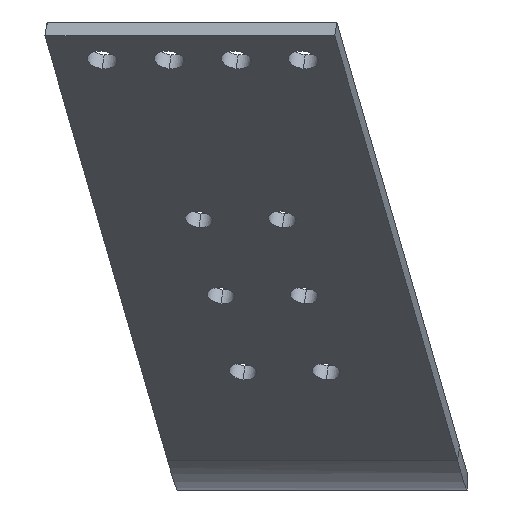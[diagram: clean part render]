
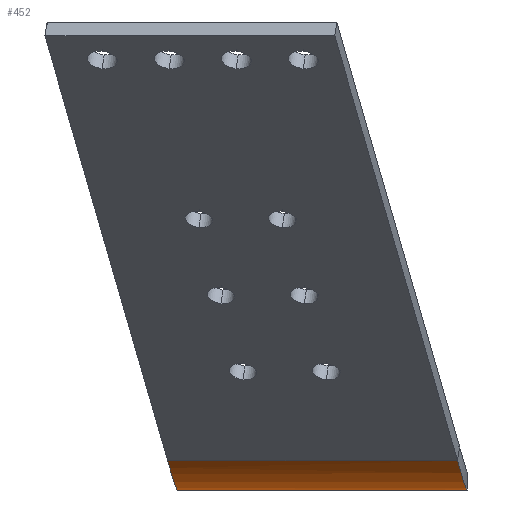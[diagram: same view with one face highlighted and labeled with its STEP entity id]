
A CAD part, left-side view. The second image highlights one B-rep face of the part: STEP entity #452.
In plain terms, the highlighted cylindrical face has radius 28.575 mm (diameter 57.15 mm), a partial arc.
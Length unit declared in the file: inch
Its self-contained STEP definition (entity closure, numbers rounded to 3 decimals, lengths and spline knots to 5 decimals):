
#181 = ORIENTED_EDGE ( 'NONE', *, *, #2230, .T. ) ;
#215 = VECTOR ( 'NONE', #1730, 39.37008 ) ;
#258 = CARTESIAN_POINT ( 'NONE',  ( -0.63029, 0., -0.125 ) ) ;
#278 = EDGE_LOOP ( 'NONE', ( #2098, #181, #335, #783 ) ) ;
#279 = LINE ( 'NONE', #2072, #215 ) ;
#282 = CARTESIAN_POINT ( 'NONE',  ( -0.50097, 0.60748, 1. ) ) ;
#323 = CARTESIAN_POINT ( 'NONE',  ( -0.649, 2.14446, -0.05181 ) ) ;
#335 = ORIENTED_EDGE ( 'NONE', *, *, #2148, .F. ) ;
#376 = CARTESIAN_POINT ( 'NONE',  ( -1.09921, 0.02954, -0.05181 ) ) ;
#383 = VECTOR ( 'NONE', #1018, 39.37008 ) ;
#452 = ADVANCED_FACE ( 'NONE', ( #1189 ), #1947, .T. ) ;
#617 = CARTESIAN_POINT ( 'NONE',  ( -0.83795, 2.18468, 0.08748 ) ) ;
#642 = LINE ( 'NONE', #2290, #383 ) ;
#783 = ORIENTED_EDGE ( 'NONE', *, *, #1043, .T. ) ;
#1000 =( BOUNDED_CURVE ( )  B_SPLINE_CURVE ( 3, ( #1683, #376, #1835, #1924 ),
 .UNSPECIFIED., .F., .T. ) 
 B_SPLINE_CURVE_WITH_KNOTS ( ( 4, 4 ),
 ( 0., 0.62472 ),
 .UNSPECIFIED. ) 
 CURVE ( )  GEOMETRIC_REPRESENTATION_ITEM ( )  RATIONAL_B_SPLINE_CURVE ( ( 1., 0.968, 0.968, 1. ) ) 
 REPRESENTATION_ITEM ( '' )  );
#1018 = DIRECTION ( 'NONE',  ( -0.208, -0.978, 0. ) ) ;
#1040 = VERTEX_POINT ( 'NONE', #258 ) ;
#1043 = EDGE_CURVE ( 'NONE', #1498, #2304, #279, .T. ) ;
#1189 = FACE_OUTER_BOUND ( 'NONE', #278, .T. ) ;
#1353 = DIRECTION ( 'NONE',  ( 0.978, -0.208, 0. ) ) ;
#1372 = CARTESIAN_POINT ( 'NONE',  ( -0.4224, 2.12043, -0.125 ) ) ;
#1498 = VERTEX_POINT ( 'NONE', #2081 ) ;
#1614 = EDGE_CURVE ( 'NONE', #2035, #2304, #1666, .T. ) ;
#1666 =( BOUNDED_CURVE ( )  B_SPLINE_CURVE ( 3, ( #2127, #1372, #323, #2114 ),
 .UNSPECIFIED., .F., .T. ) 
 B_SPLINE_CURVE_WITH_KNOTS ( ( 4, 4 ),
 ( 5.65846, 6.28319 ),
 .UNSPECIFIED. ) 
 CURVE ( )  GEOMETRIC_REPRESENTATION_ITEM ( )  RATIONAL_B_SPLINE_CURVE ( ( 1., 0.968, 0.968, 1. ) ) 
 REPRESENTATION_ITEM ( '' )  );
#1683 = CARTESIAN_POINT ( 'NONE',  ( -1.28816, 0.06976, 0.08748 ) ) ;
#1685 = AXIS2_PLACEMENT_3D ( 'NONE', #282, #2266, #1353 ) ;
#1730 = DIRECTION ( 'NONE',  ( 0.208, 0.978, 0. ) ) ;
#1835 = CARTESIAN_POINT ( 'NONE',  ( -0.87261, 0.00551, -0.125 ) ) ;
#1924 = CARTESIAN_POINT ( 'NONE',  ( -0.63029, 0., -0.125 ) ) ;
#1947 = CYLINDRICAL_SURFACE ( 'NONE', #1685, 1.125 ) ;
#2035 = VERTEX_POINT ( 'NONE', #2192 ) ;
#2072 = CARTESIAN_POINT ( 'NONE',  ( -1.14453, 0.74448, 0.08748 ) ) ;
#2081 = CARTESIAN_POINT ( 'NONE',  ( -1.28816, 0.06976, 0.08748 ) ) ;
#2098 = ORIENTED_EDGE ( 'NONE', *, *, #1614, .F. ) ;
#2114 = CARTESIAN_POINT ( 'NONE',  ( -0.83795, 2.18468, 0.08748 ) ) ;
#2127 = CARTESIAN_POINT ( 'NONE',  ( -0.18007, 2.11492, -0.125 ) ) ;
#2148 = EDGE_CURVE ( 'NONE', #1498, #1040, #1000, .T. ) ;
#2192 = CARTESIAN_POINT ( 'NONE',  ( -0.18007, 2.11492, -0.125 ) ) ;
#2230 = EDGE_CURVE ( 'NONE', #2035, #1040, #642, .T. ) ;
#2266 = DIRECTION ( 'NONE',  ( -0.208, -0.978, 0. ) ) ;
#2290 = CARTESIAN_POINT ( 'NONE',  ( -0.50097, 0.60748, -0.125 ) ) ;
#2304 = VERTEX_POINT ( 'NONE', #617 ) ;
